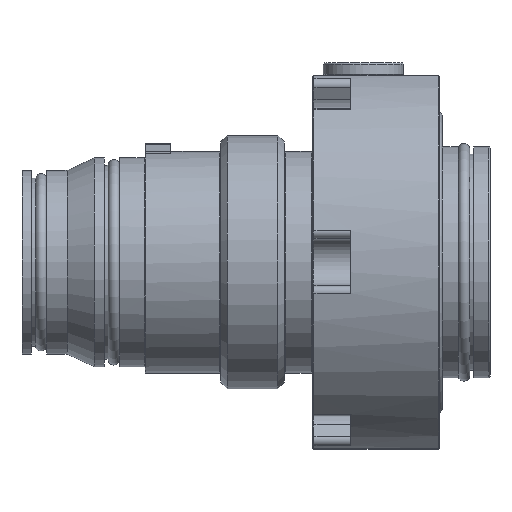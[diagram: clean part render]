
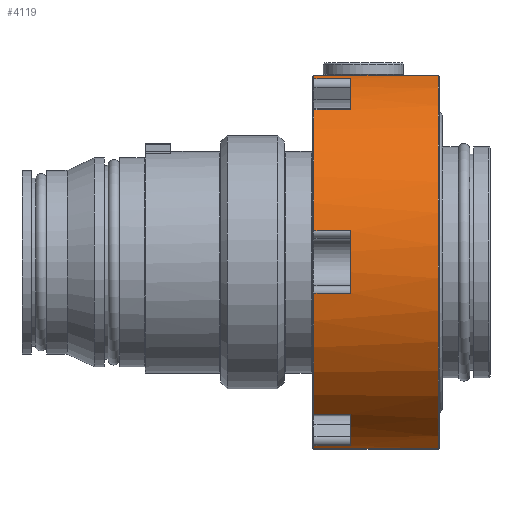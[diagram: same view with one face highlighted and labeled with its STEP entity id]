
A CAD part, top view. The second image highlights one B-rep face of the part: STEP entity #4119.
In plain terms, the highlighted cylindrical face has radius 31 mm (diameter 62 mm), a partial arc.
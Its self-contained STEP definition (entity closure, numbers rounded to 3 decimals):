
#495=LINE($,#6938,#750);
#502=LINE($,#6961,#757);
#510=LINE($,#7039,#765);
#511=LINE($,#7043,#766);
#512=LINE($,#7047,#767);
#513=LINE($,#7051,#768);
#514=LINE($,#7055,#769);
#515=LINE($,#7058,#770);
#750=VECTOR($,#5205,19.6);
#757=VECTOR($,#5226,19.6);
#765=VECTOR($,#5298,5.8);
#766=VECTOR($,#5301,5.8);
#767=VECTOR($,#5304,5.8);
#768=VECTOR($,#5307,5.8);
#769=VECTOR($,#5310,5.8);
#770=VECTOR($,#5313,5.8);
#1167=FACE_OUTER_BOUND($,#1465,.T.);
#1465=EDGE_LOOP($,(#3411,#3412,#3413,#3414,#3415,#3416,#3417,#3418,#3419,
#3420,#3421,#3422,#3423,#3424,#3425,#3426));
#1718=CIRCLE($,#4437,31.);
#1726=CIRCLE($,#4450,31.);
#1728=CIRCLE($,#4453,31.);
#1729=CIRCLE($,#4454,31.);
#1730=CIRCLE($,#4455,31.);
#1731=CIRCLE($,#4456,31.);
#1732=CIRCLE($,#4457,31.);
#1733=CIRCLE($,#4458,31.);
#2094=VERTEX_POINT($,#6932);
#2096=VERTEX_POINT($,#6936);
#2103=VERTEX_POINT($,#6955);
#2105=VERTEX_POINT($,#6959);
#2117=VERTEX_POINT($,#7032);
#2118=VERTEX_POINT($,#7036);
#2119=VERTEX_POINT($,#7038);
#2120=VERTEX_POINT($,#7040);
#2121=VERTEX_POINT($,#7042);
#2122=VERTEX_POINT($,#7044);
#2123=VERTEX_POINT($,#7046);
#2124=VERTEX_POINT($,#7048);
#2125=VERTEX_POINT($,#7050);
#2126=VERTEX_POINT($,#7052);
#2127=VERTEX_POINT($,#7054);
#2128=VERTEX_POINT($,#7056);
#2542=EDGE_CURVE($,#2094,#2096,#495,.T.);
#2553=EDGE_CURVE($,#2105,#2103,#502,.T.);
#2566=EDGE_CURVE($,#2094,#2105,#1718,.T.);
#2579=EDGE_CURVE($,#2103,#2117,#1726,.T.);
#2581=EDGE_CURVE($,#2118,#2096,#1728,.T.);
#2582=EDGE_CURVE($,#2118,#2119,#510,.T.);
#2583=EDGE_CURVE($,#2119,#2120,#1729,.T.);
#2584=EDGE_CURVE($,#2121,#2120,#511,.T.);
#2585=EDGE_CURVE($,#2122,#2121,#1730,.T.);
#2586=EDGE_CURVE($,#2122,#2123,#512,.T.);
#2587=EDGE_CURVE($,#2123,#2124,#1731,.T.);
#2588=EDGE_CURVE($,#2125,#2124,#513,.T.);
#2589=EDGE_CURVE($,#2126,#2125,#1732,.T.);
#2590=EDGE_CURVE($,#2126,#2127,#514,.T.);
#2591=EDGE_CURVE($,#2127,#2128,#1733,.T.);
#2592=EDGE_CURVE($,#2117,#2128,#515,.T.);
#3411=ORIENTED_EDGE($,*,*,#2553,.F.);
#3412=ORIENTED_EDGE($,*,*,#2566,.F.);
#3413=ORIENTED_EDGE($,*,*,#2542,.T.);
#3414=ORIENTED_EDGE($,*,*,#2581,.F.);
#3415=ORIENTED_EDGE($,*,*,#2582,.T.);
#3416=ORIENTED_EDGE($,*,*,#2583,.T.);
#3417=ORIENTED_EDGE($,*,*,#2584,.F.);
#3418=ORIENTED_EDGE($,*,*,#2585,.F.);
#3419=ORIENTED_EDGE($,*,*,#2586,.T.);
#3420=ORIENTED_EDGE($,*,*,#2587,.T.);
#3421=ORIENTED_EDGE($,*,*,#2588,.F.);
#3422=ORIENTED_EDGE($,*,*,#2589,.F.);
#3423=ORIENTED_EDGE($,*,*,#2590,.T.);
#3424=ORIENTED_EDGE($,*,*,#2591,.T.);
#3425=ORIENTED_EDGE($,*,*,#2592,.F.);
#3426=ORIENTED_EDGE($,*,*,#2579,.F.);
#3936=CYLINDRICAL_SURFACE($,#4452,31.);
#4119=ADVANCED_FACE($,(#1167),#3936,.T.);
#4437=AXIS2_PLACEMENT_3D($,#6995,#5260,#5261);
#4450=AXIS2_PLACEMENT_3D($,#7033,#5290,#5291);
#4452=AXIS2_PLACEMENT_3D($,#7035,#5294,#5295);
#4453=AXIS2_PLACEMENT_3D($,#7037,#5296,#5297);
#4454=AXIS2_PLACEMENT_3D($,#7041,#5299,#5300);
#4455=AXIS2_PLACEMENT_3D($,#7045,#5302,#5303);
#4456=AXIS2_PLACEMENT_3D($,#7049,#5305,#5306);
#4457=AXIS2_PLACEMENT_3D($,#7053,#5308,#5309);
#4458=AXIS2_PLACEMENT_3D($,#7057,#5311,#5312);
#5205=DIRECTION($,(-1.,0.,0.));
#5226=DIRECTION($,(-1.,0.,0.));
#5260=DIRECTION('center_axis',(1.,0.,0.));
#5261=DIRECTION('ref_axis',(0.,-0.866,0.5));
#5290=DIRECTION('center_axis',(-1.,0.,0.));
#5291=DIRECTION('ref_axis',(0.,-1.,0.));
#5294=DIRECTION('center_axis',(1.,0.,0.));
#5295=DIRECTION('ref_axis',(0.,1.,0.));
#5296=DIRECTION('center_axis',(-1.,0.,0.));
#5297=DIRECTION('ref_axis',(0.,0.943,0.332));
#5298=DIRECTION($,(1.,0.,0.));
#5299=DIRECTION('center_axis',(1.,0.,0.));
#5300=DIRECTION('ref_axis',(0.,1.,0.));
#5301=DIRECTION($,(1.,0.,0.));
#5302=DIRECTION('center_axis',(-1.,0.,0.));
#5303=DIRECTION('ref_axis',(0.,0.5,0.866));
#5304=DIRECTION($,(1.,0.,0.));
#5305=DIRECTION('center_axis',(1.,0.,0.));
#5306=DIRECTION('ref_axis',(0.,1.,0.));
#5307=DIRECTION($,(1.,0.,0.));
#5308=DIRECTION('center_axis',(-1.,0.,0.));
#5309=DIRECTION('ref_axis',(0.,-0.5,0.866));
#5310=DIRECTION($,(1.,0.,0.));
#5311=DIRECTION('center_axis',(1.,0.,0.));
#5312=DIRECTION('ref_axis',(0.,1.,0.));
#5313=DIRECTION($,(1.,0.,0.));
#6932=CARTESIAN_POINT('',(64.3,29.5,9.526));
#6936=CARTESIAN_POINT('',(44.7,29.5,9.526));
#6938=CARTESIAN_POINT($,(54.5,29.5,9.526));
#6955=CARTESIAN_POINT('',(44.7,-29.49,9.556));
#6959=CARTESIAN_POINT('',(64.3,-29.49,9.556));
#6961=CARTESIAN_POINT($,(54.5,-29.49,9.556));
#6995=CARTESIAN_POINT('Origin',(64.3,0.,0.));
#7032=CARTESIAN_POINT('',(44.7,-28.962,11.054));
#7033=CARTESIAN_POINT('Origin',(44.7,0.,0.));
#7035=CARTESIAN_POINT('Origin',(54.5,0.,0.));
#7036=CARTESIAN_POINT('',(44.7,28.962,11.054));
#7037=CARTESIAN_POINT('Origin',(44.7,0.,0.));
#7038=CARTESIAN_POINT('',(50.5,28.962,11.054));
#7039=CARTESIAN_POINT($,(44.5,28.962,11.054));
#7040=CARTESIAN_POINT('',(50.5,24.054,19.555));
#7041=CARTESIAN_POINT('Origin',(50.5,0.,0.));
#7042=CARTESIAN_POINT('',(44.7,24.054,19.555));
#7043=CARTESIAN_POINT($,(44.5,24.054,19.555));
#7044=CARTESIAN_POINT('',(44.7,4.908,30.609));
#7045=CARTESIAN_POINT('Origin',(44.7,0.,0.));
#7046=CARTESIAN_POINT('',(50.5,4.908,30.609));
#7047=CARTESIAN_POINT($,(44.5,4.908,30.609));
#7048=CARTESIAN_POINT('',(50.5,-4.908,30.609));
#7049=CARTESIAN_POINT('Origin',(50.5,0.,0.));
#7050=CARTESIAN_POINT('',(44.7,-4.908,30.609));
#7051=CARTESIAN_POINT($,(44.5,-4.908,30.609));
#7052=CARTESIAN_POINT('',(44.7,-24.054,19.555));
#7053=CARTESIAN_POINT('Origin',(44.7,0.,0.));
#7054=CARTESIAN_POINT('',(50.5,-24.054,19.555));
#7055=CARTESIAN_POINT($,(44.5,-24.054,19.555));
#7056=CARTESIAN_POINT('',(50.5,-28.962,11.054));
#7057=CARTESIAN_POINT('Origin',(50.5,0.,0.));
#7058=CARTESIAN_POINT($,(44.5,-28.962,11.054));
